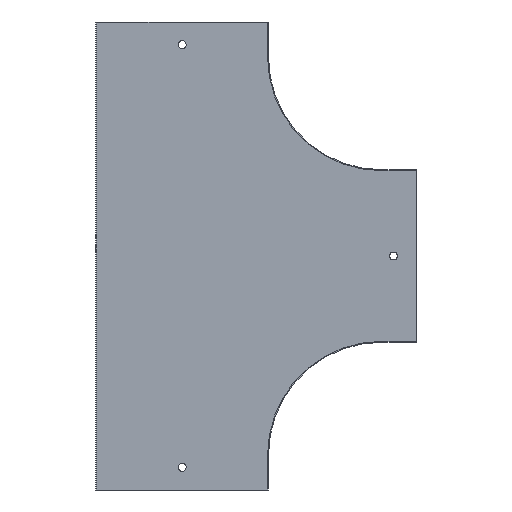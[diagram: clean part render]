
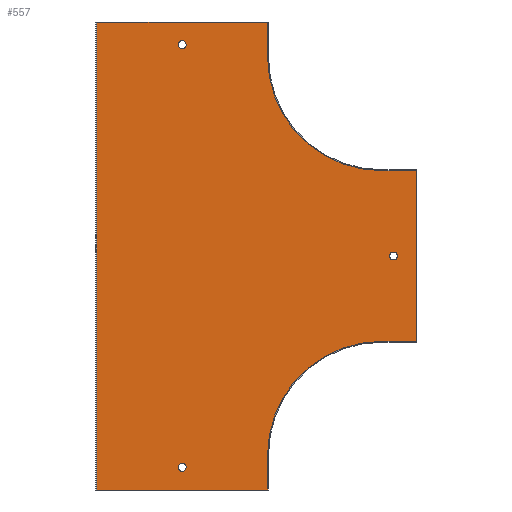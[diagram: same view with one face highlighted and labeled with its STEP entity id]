
A CAD part, front view. The second image highlights one B-rep face of the part: STEP entity #557.
In plain terms, the highlighted planar face has unit normal (0, -1, 0).
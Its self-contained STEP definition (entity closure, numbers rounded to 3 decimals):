
#20 = CARTESIAN_POINT ( 'NONE',  ( 75.2, 0., 0. ) ) ;
#25 = CARTESIAN_POINT ( 'NONE',  ( -75.2, 0., -412. ) ) ;
#26 = CARTESIAN_POINT ( 'NONE',  ( 206., 0., -281.2 ) ) ;
#30 = CARTESIAN_POINT ( 'NONE',  ( 75.2, 0., -31. ) ) ;
#35 = CARTESIAN_POINT ( 'NONE',  ( 175., 0., -130.8 ) ) ;
#36 = CARTESIAN_POINT ( 'NONE',  ( -75.2, 0., 0. ) ) ;
#37 = CARTESIAN_POINT ( 'NONE',  ( 75.2, 0., -381. ) ) ;
#40 = CARTESIAN_POINT ( 'NONE',  ( 175., 0., -281.2 ) ) ;
#47 = CARTESIAN_POINT ( 'NONE',  ( 75.2, 0., -412. ) ) ;
#86 = DIRECTION ( 'NONE',  ( 0., 0., -1. ) ) ;
#88 = DIRECTION ( 'NONE',  ( 0., 1., 0. ) ) ;
#91 = CARTESIAN_POINT ( 'NONE',  ( 0., 0., -392. ) ) ;
#95 = DIRECTION ( 'NONE',  ( 0., 0., 1. ) ) ;
#105 = DIRECTION ( 'NONE',  ( 0., 0., 1. ) ) ;
#106 = DIRECTION ( 'NONE',  ( 0., 1., 0. ) ) ;
#107 = CARTESIAN_POINT ( 'NONE',  ( 186., 0., -206. ) ) ;
#112 = CARTESIAN_POINT ( 'NONE',  ( 206., 0., 0. ) ) ;
#113 = DIRECTION ( 'NONE',  ( 0., 0., 1. ) ) ;
#114 = DIRECTION ( 'NONE',  ( 0., 1., 0. ) ) ;
#117 = CARTESIAN_POINT ( 'NONE',  ( 0., 0., 0. ) ) ;
#122 = PLANE ( 'NONE',  #183 ) ;
#124 = CARTESIAN_POINT ( 'NONE',  ( 206., 0., -130.8 ) ) ;
#141 = EDGE_LOOP ( 'NONE', ( #516 ) ) ;
#155 = EDGE_LOOP ( 'NONE', ( #829 ) ) ;
#160 = EDGE_LOOP ( 'NONE', ( #538, #508, #541, #426, #756, #744, #747, #748, #755, #825 ) ) ;
#162 = EDGE_LOOP ( 'NONE', ( #828 ) ) ;
#183 = AXIS2_PLACEMENT_3D ( 'NONE', #117, #114, #113 ) ;
#201 = AXIS2_PLACEMENT_3D ( 'NONE', #91, #88, #86 ) ;
#204 = AXIS2_PLACEMENT_3D ( 'NONE', #107, #106, #105 ) ;
#208 = VERTEX_POINT ( 'NONE', #655 ) ;
#213 = VERTEX_POINT ( 'NONE', #410 ) ;
#217 = VERTEX_POINT ( 'NONE', #412 ) ;
#221 = EDGE_CURVE ( 'NONE', #848, #868, #500, .T. ) ;
#222 = EDGE_CURVE ( 'NONE', #845, #853, #503, .T. ) ;
#243 = EDGE_CURVE ( 'NONE', #839, #847, #464, .T. ) ;
#244 = EDGE_CURVE ( 'NONE', #849, #851, #460, .T. ) ;
#246 = EDGE_CURVE ( 'NONE', #847, #845, #456, .T. ) ;
#253 = EDGE_CURVE ( 'NONE', #864, #849, #447, .T. ) ;
#254 = EDGE_CURVE ( 'NONE', #208, #208, #441, .T. ) ;
#255 = EDGE_CURVE ( 'NONE', #861, #839, #439, .T. ) ;
#258 = EDGE_CURVE ( 'NONE', #868, #864, #436, .T. ) ;
#261 = EDGE_CURVE ( 'NONE', #861, #848, #431, .T. ) ;
#294 = CIRCLE ( 'NONE', #201, 3.5 ) ;
#295 = VECTOR ( 'NONE', #95, 1000. ) ;
#299 = LINE ( 'NONE', #112, #295 ) ;
#303 = CIRCLE ( 'NONE', #204, 3.5 ) ;
#307 = FACE_OUTER_BOUND ( 'NONE', #160, .T. ) ;
#308 = FACE_BOUND ( 'NONE', #155, .T. ) ;
#309 = FACE_BOUND ( 'NONE', #162, .T. ) ;
#311 = FACE_BOUND ( 'NONE', #141, .T. ) ;
#339 = DIRECTION ( 'NONE',  ( 0., 0., 1. ) ) ;
#340 = DIRECTION ( 'NONE',  ( 0., 1., 0. ) ) ;
#341 = CARTESIAN_POINT ( 'NONE',  ( 175., 0., -381. ) ) ;
#347 = DIRECTION ( 'NONE',  ( 1., 0., 0. ) ) ;
#348 = CARTESIAN_POINT ( 'NONE',  ( 0., 0., -130.8 ) ) ;
#351 = DIRECTION ( 'NONE',  ( 0., 0., 1. ) ) ;
#359 = CARTESIAN_POINT ( 'NONE',  ( 75.2, 0., 0. ) ) ;
#369 = CARTESIAN_POINT ( 'NONE',  ( 0., 0., -281.2 ) ) ;
#386 = DIRECTION ( 'NONE',  ( 1., 0., 0. ) ) ;
#394 = CARTESIAN_POINT ( 'NONE',  ( 0., 0., 0. ) ) ;
#399 = DIRECTION ( 'NONE',  ( 1., 0., 0. ) ) ;
#410 = CARTESIAN_POINT ( 'NONE',  ( 0., 0., -395.5 ) ) ;
#412 = CARTESIAN_POINT ( 'NONE',  ( 186., 0., -202.5 ) ) ;
#426 = ORIENTED_EDGE ( 'NONE', *, *, #244, .F. ) ;
#429 = VECTOR ( 'NONE', #667, 1000. ) ;
#431 = LINE ( 'NONE', #687, #429 ) ;
#433 = VECTOR ( 'NONE', #656, 1000. ) ;
#436 = LINE ( 'NONE', #657, #433 ) ;
#437 = VECTOR ( 'NONE', #659, 1000. ) ;
#439 = LINE ( 'NONE', #680, #437 ) ;
#441 = CIRCLE ( 'NONE', #722, 3.5 ) ;
#447 = CIRCLE ( 'NONE', #716, 99.8 ) ;
#456 = CIRCLE ( 'NONE', #718, 99.8 ) ;
#457 = VECTOR ( 'NONE', #347, 1000. ) ;
#459 = VECTOR ( 'NONE', #351, 1000. ) ;
#460 = LINE ( 'NONE', #348, #457 ) ;
#464 = LINE ( 'NONE', #359, #459 ) ;
#499 = VECTOR ( 'NONE', #399, 1000. ) ;
#500 = LINE ( 'NONE', #394, #504 ) ;
#503 = LINE ( 'NONE', #369, #499 ) ;
#504 = VECTOR ( 'NONE', #386, 1000. ) ;
#508 = ORIENTED_EDGE ( 'NONE', *, *, #222, .T. ) ;
#516 = ORIENTED_EDGE ( 'NONE', *, *, #581, .T. ) ;
#538 = ORIENTED_EDGE ( 'NONE', *, *, #246, .T. ) ;
#541 = ORIENTED_EDGE ( 'NONE', *, *, #583, .T. ) ;
#557 = ADVANCED_FACE ( 'NONE', ( #311, #307, #309, #308 ), #122, .F. ) ;
#581 = EDGE_CURVE ( 'NONE', #217, #217, #303, .T. ) ;
#583 = EDGE_CURVE ( 'NONE', #853, #851, #299, .T. ) ;
#585 = EDGE_CURVE ( 'NONE', #213, #213, #294, .T. ) ;
#649 = DIRECTION ( 'NONE',  ( 0., 1., 0. ) ) ;
#650 = CARTESIAN_POINT ( 'NONE',  ( 175., 0., -31. ) ) ;
#655 = CARTESIAN_POINT ( 'NONE',  ( 0., 0., -16.5 ) ) ;
#656 = DIRECTION ( 'NONE',  ( 0., 0., -1. ) ) ;
#657 = CARTESIAN_POINT ( 'NONE',  ( 75.2, 0., 0. ) ) ;
#659 = DIRECTION ( 'NONE',  ( 1., 0., 0. ) ) ;
#667 = DIRECTION ( 'NONE',  ( 0., 0., 1. ) ) ;
#672 = DIRECTION ( 'NONE',  ( 0., -1., 0. ) ) ;
#679 = DIRECTION ( 'NONE',  ( 0., 0., 1. ) ) ;
#680 = CARTESIAN_POINT ( 'NONE',  ( 0., 0., -412. ) ) ;
#685 = DIRECTION ( 'NONE',  ( 0., 0., 1. ) ) ;
#687 = CARTESIAN_POINT ( 'NONE',  ( -75.2, 0., 0. ) ) ;
#689 = CARTESIAN_POINT ( 'NONE',  ( 0., 0., -20. ) ) ;
#716 = AXIS2_PLACEMENT_3D ( 'NONE', #650, #672, #679 ) ;
#718 = AXIS2_PLACEMENT_3D ( 'NONE', #341, #340, #339 ) ;
#722 = AXIS2_PLACEMENT_3D ( 'NONE', #689, #649, #685 ) ;
#744 = ORIENTED_EDGE ( 'NONE', *, *, #258, .F. ) ;
#747 = ORIENTED_EDGE ( 'NONE', *, *, #221, .F. ) ;
#748 = ORIENTED_EDGE ( 'NONE', *, *, #261, .F. ) ;
#755 = ORIENTED_EDGE ( 'NONE', *, *, #255, .T. ) ;
#756 = ORIENTED_EDGE ( 'NONE', *, *, #253, .F. ) ;
#825 = ORIENTED_EDGE ( 'NONE', *, *, #243, .T. ) ;
#828 = ORIENTED_EDGE ( 'NONE', *, *, #254, .T. ) ;
#829 = ORIENTED_EDGE ( 'NONE', *, *, #585, .T. ) ;
#839 = VERTEX_POINT ( 'NONE', #47 ) ;
#845 = VERTEX_POINT ( 'NONE', #40 ) ;
#847 = VERTEX_POINT ( 'NONE', #37 ) ;
#848 = VERTEX_POINT ( 'NONE', #36 ) ;
#849 = VERTEX_POINT ( 'NONE', #35 ) ;
#851 = VERTEX_POINT ( 'NONE', #124 ) ;
#853 = VERTEX_POINT ( 'NONE', #26 ) ;
#861 = VERTEX_POINT ( 'NONE', #25 ) ;
#864 = VERTEX_POINT ( 'NONE', #30 ) ;
#868 = VERTEX_POINT ( 'NONE', #20 ) ;
